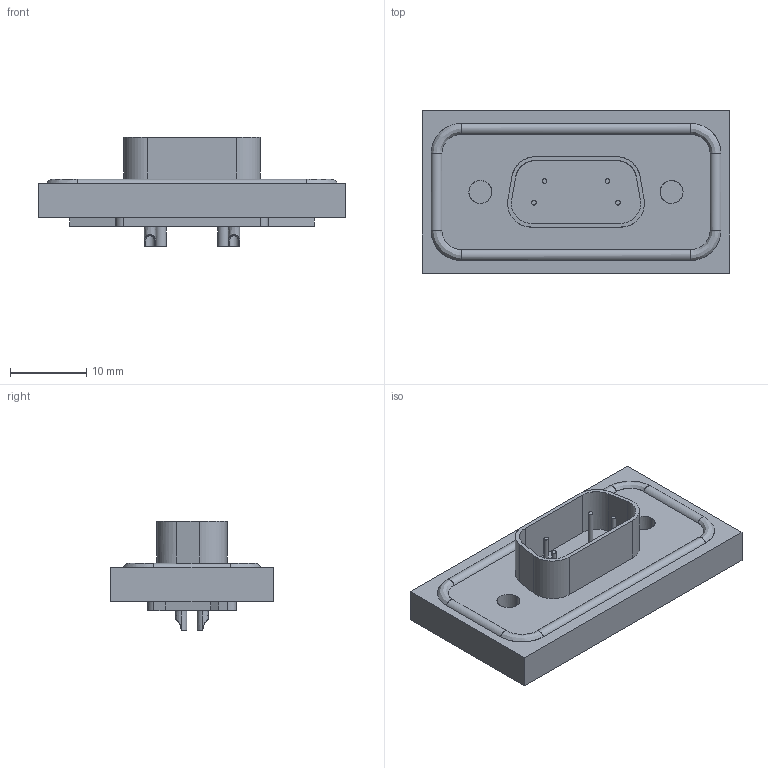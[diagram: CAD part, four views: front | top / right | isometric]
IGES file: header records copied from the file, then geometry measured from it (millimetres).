
Global section: file name: 0967_Dsub-W_male_rear_mount_solder_cup_9_pins_metal.igs; preprocessor: I-DEAS 3D IGES Translator 10; date: 20050916.083900; units: millimetre
Bounding box: 40.2 x 21.2 x 14.3 mm (x, y, z)
Surface area: 3198.8 mm2 (no closed solid volume)
Topology: 0 solids, 0 shells, 107 faces, 588 edges, 588 vertices
Faces by surface type: bspline 107
